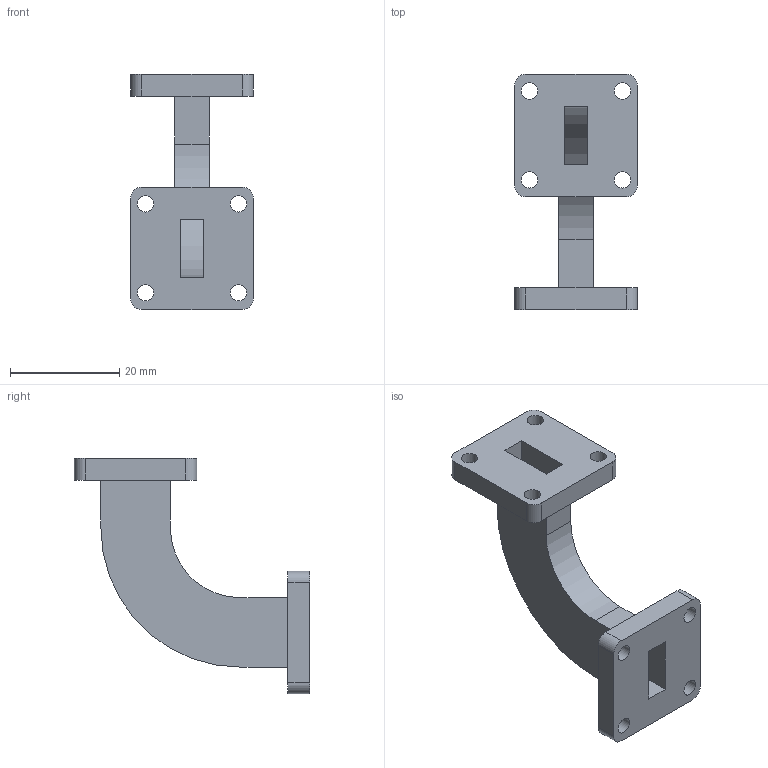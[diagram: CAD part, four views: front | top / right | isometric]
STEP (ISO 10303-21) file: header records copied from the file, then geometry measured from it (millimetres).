
FILE_DESCRIPTION (( 'STEP AP203' ), '1' );
FILE_NAME ('PEW42B100_3D.step', '2022-07-07T16:23:39', ( '' ), ( '' ), 'SwSTEP 2.0', 'SolidWorks 2021', '' );
FILE_SCHEMA (( 'CONFIG_CONTROL_DESIGN' ));
Length unit declared in the file: inch
Products named in the file (1): PEW42B100_3D
Bounding box: 22.4 x 43 x 43 mm (x, y, z)
Volume: 5031.8 mm3; surface area: 6085.7 mm2
Topology: 1 solids, 1 shells, 44 faces, 120 edges, 80 vertices
Faces by surface type: plane 24, cylinder 20
Full cylindrical faces by diameter (mm): 3 x8
Entity records: 1479 total; most frequent: DIRECTION 242, CARTESIAN_POINT 237, ORIENTED_EDGE 224, EDGE_CURVE 112, AXIS2_PLACEMENT_3D 85, VERTEX_POINT 80, EDGE_LOOP 72, LINE 72
